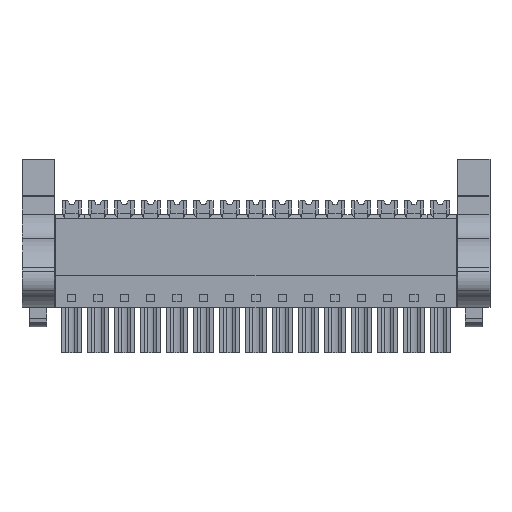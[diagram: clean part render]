
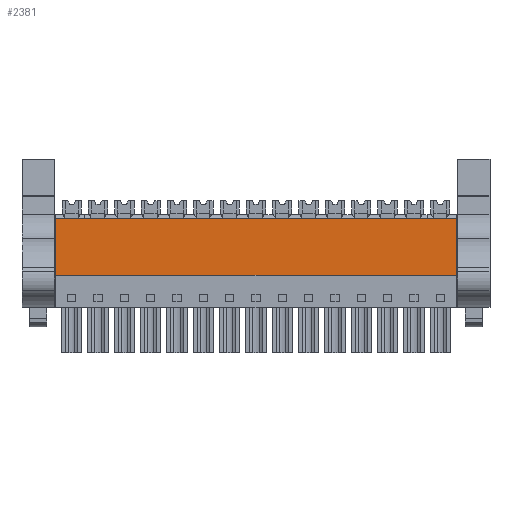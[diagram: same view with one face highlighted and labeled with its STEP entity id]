
A CAD part, front view. The second image highlights one B-rep face of the part: STEP entity #2381.
In plain terms, the highlighted planar face has unit normal (0, -1, 0).
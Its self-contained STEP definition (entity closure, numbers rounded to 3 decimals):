
#2361=AXIS2_PLACEMENT_3D('Plane Axis2P3D',#2358,#2359,#2360) ;
#77=CARTESIAN_POINT('Vertex',(4.9,2.029,11.25)) ;
#80=CARTESIAN_POINT('Line Origine',(4.9,2.029,13.3)) ;
#84=CARTESIAN_POINT('Vertex',(4.9,2.029,19.4)) ;
#2343=CARTESIAN_POINT('Vertex',(62.84,2.029,11.25)) ;
#2346=CARTESIAN_POINT('Line Origine',(33.87,2.029,11.25)) ;
#2358=CARTESIAN_POINT('Axis2P3D Location',(46.71,2.029,19.4)) ;
#2363=CARTESIAN_POINT('Line Origine',(62.84,2.029,15.325)) ;
#2367=CARTESIAN_POINT('Vertex',(62.84,2.029,19.4)) ;
#2370=CARTESIAN_POINT('Line Origine',(33.87,2.029,19.4)) ;
#81=DIRECTION('Vector Direction',(0.,0.,1.)) ;
#2347=DIRECTION('Vector Direction',(1.,0.,0.)) ;
#2359=DIRECTION('Axis2P3D Direction',(0.,-1.,0.)) ;
#2360=DIRECTION('Axis2P3D XDirection',(0.,0.,-1.)) ;
#2364=DIRECTION('Vector Direction',(0.,0.,-1.)) ;
#2371=DIRECTION('Vector Direction',(1.,0.,0.)) ;
#82=VECTOR('Line Direction',#81,1.) ;
#2348=VECTOR('Line Direction',#2347,1.) ;
#2365=VECTOR('Line Direction',#2364,1.) ;
#2372=VECTOR('Line Direction',#2371,1.) ;
#2376=ORIENTED_EDGE('',*,*,#2350,.T.) ;
#2377=ORIENTED_EDGE('',*,*,#2369,.F.) ;
#2378=ORIENTED_EDGE('',*,*,#2374,.F.) ;
#2379=ORIENTED_EDGE('',*,*,#86,.F.) ;
#2381=ADVANCED_FACE('HOUSING',(#2380),#2362,.T.) ;
#86=EDGE_CURVE('',#78,#85,#83,.T.) ;
#2350=EDGE_CURVE('',#78,#2344,#2349,.T.) ;
#2369=EDGE_CURVE('',#2368,#2344,#2366,.T.) ;
#2374=EDGE_CURVE('',#85,#2368,#2373,.T.) ;
#2375=EDGE_LOOP('',(#2376,#2377,#2378,#2379)) ;
#2380=FACE_OUTER_BOUND('',#2375,.T.) ;
#83=LINE('Line',#80,#82) ;
#2349=LINE('Line',#2346,#2348) ;
#2366=LINE('Line',#2363,#2365) ;
#2373=LINE('Line',#2370,#2372) ;
#2362=PLANE('',#2361) ;
#78=VERTEX_POINT('',#77) ;
#85=VERTEX_POINT('',#84) ;
#2344=VERTEX_POINT('',#2343) ;
#2368=VERTEX_POINT('',#2367) ;
